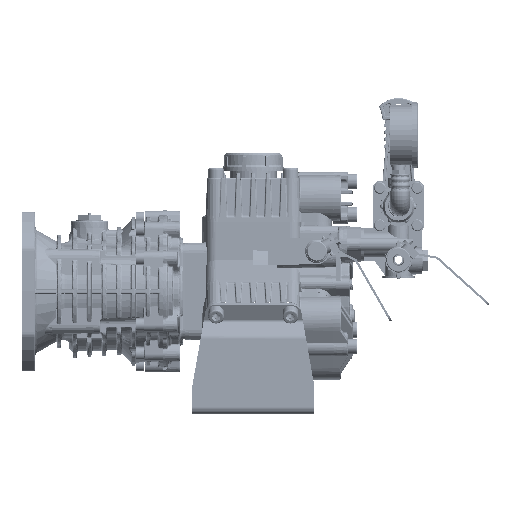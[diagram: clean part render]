
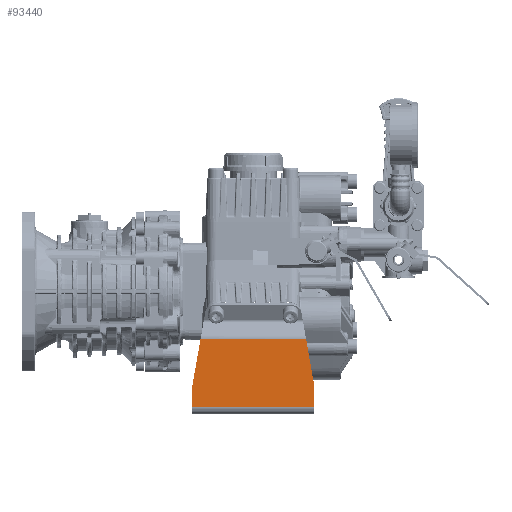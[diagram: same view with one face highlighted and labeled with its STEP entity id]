
A CAD part, left-side view. The second image highlights one B-rep face of the part: STEP entity #93440.
In plain terms, the highlighted planar face has unit normal (1, 0, 0).
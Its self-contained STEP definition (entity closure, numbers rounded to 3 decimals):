
#5279 = VECTOR ( 'NONE', #422102, 1000. ) ;
#48816 = VERTEX_POINT ( 'NONE', #247757 ) ;
#58678 = ORIENTED_EDGE ( 'NONE', *, *, #605230, .T. ) ;
#82103 = LINE ( 'NONE', #553853, #224574 ) ;
#85812 = VECTOR ( 'NONE', #361939, 1000. ) ;
#86384 = ORIENTED_EDGE ( 'NONE', *, *, #335407, .T. ) ;
#88182 = EDGE_CURVE ( 'NONE', #452739, #384733, #82103, .T. ) ;
#89215 = CARTESIAN_POINT ( 'NONE',  ( -130.423, -53.904, -48.421 ) ) ;
#92086 = LINE ( 'NONE', #444903, #131964 ) ;
#93440 = ADVANCED_FACE ( 'NONE', ( #213868 ), #619760, .T. ) ;
#98826 = ORIENTED_EDGE ( 'NONE', *, *, #624055, .T. ) ;
#131964 = VECTOR ( 'NONE', #349843, 1000. ) ;
#137933 = EDGE_LOOP ( 'NONE', ( #487018, #577357, #98826, #345420, #58678, #86384 ) ) ;
#156833 = CARTESIAN_POINT ( 'NONE',  ( -130.423, 62.5, -118.323 ) ) ;
#162787 = LINE ( 'NONE', #473579, #281276 ) ;
#171682 = DIRECTION ( 'NONE',  ( 1., 0., 0. ) ) ;
#203621 = VERTEX_POINT ( 'NONE', #89215 ) ;
#204186 = LINE ( 'NONE', #558350, #85812 ) ;
#207029 = CARTESIAN_POINT ( 'NONE',  ( -130.423, 53.904, -48.421 ) ) ;
#213678 = DIRECTION ( 'NONE',  ( 0., 1., 0. ) ) ;
#213868 = FACE_OUTER_BOUND ( 'NONE', #137933, .T. ) ;
#215942 = CARTESIAN_POINT ( 'NONE',  ( -130.423, -62.5, -118.323 ) ) ;
#224574 = VECTOR ( 'NONE', #458942, 1000. ) ;
#225559 = CARTESIAN_POINT ( 'NONE',  ( -130.423, -62.5, -118.323 ) ) ;
#235029 = EDGE_CURVE ( 'NONE', #384733, #203621, #162787, .T. ) ;
#247757 = CARTESIAN_POINT ( 'NONE',  ( -130.423, -62.5, -97.17 ) ) ;
#281276 = VECTOR ( 'NONE', #385413, 1000. ) ;
#295165 = CARTESIAN_POINT ( 'NONE',  ( -130.423, 62.5, -97.17 ) ) ;
#335407 = EDGE_CURVE ( 'NONE', #420591, #452739, #92086, .T. ) ;
#345420 = ORIENTED_EDGE ( 'NONE', *, *, #517333, .T. ) ;
#349843 = DIRECTION ( 'NONE',  ( 0., 0., 1. ) ) ;
#361939 = DIRECTION ( 'NONE',  ( 0., -0.174, -0.985 ) ) ;
#382055 = LINE ( 'NONE', #516052, #445377 ) ;
#384733 = VERTEX_POINT ( 'NONE', #207029 ) ;
#385413 = DIRECTION ( 'NONE',  ( 0., -1., 0. ) ) ;
#420591 = VERTEX_POINT ( 'NONE', #156833 ) ;
#422102 = DIRECTION ( 'NONE',  ( 0., 0., -1. ) ) ;
#444903 = CARTESIAN_POINT ( 'NONE',  ( -130.423, 62.5, -118.323 ) ) ;
#445377 = VECTOR ( 'NONE', #213678, 1000. ) ;
#452739 = VERTEX_POINT ( 'NONE', #295165 ) ;
#458942 = DIRECTION ( 'NONE',  ( 0., -0.174, 0.985 ) ) ;
#464730 = CARTESIAN_POINT ( 'NONE',  ( -130.423, -62.5, -118.323 ) ) ;
#473579 = CARTESIAN_POINT ( 'NONE',  ( -130.423, -62.5, -48.421 ) ) ;
#487018 = ORIENTED_EDGE ( 'NONE', *, *, #88182, .T. ) ;
#502998 = LINE ( 'NONE', #225559, #5279 ) ;
#503558 = AXIS2_PLACEMENT_3D ( 'NONE', #215942, #171682, #575749 ) ;
#513800 = VERTEX_POINT ( 'NONE', #464730 ) ;
#516052 = CARTESIAN_POINT ( 'NONE',  ( -130.423, -62.5, -118.323 ) ) ;
#517333 = EDGE_CURVE ( 'NONE', #48816, #513800, #502998, .T. ) ;
#553853 = CARTESIAN_POINT ( 'NONE',  ( -130.423, 62.5, -97.17 ) ) ;
#558350 = CARTESIAN_POINT ( 'NONE',  ( -130.423, -53.904, -48.421 ) ) ;
#575749 = DIRECTION ( 'NONE',  ( 0., 1., 0. ) ) ;
#577357 = ORIENTED_EDGE ( 'NONE', *, *, #235029, .T. ) ;
#605230 = EDGE_CURVE ( 'NONE', #513800, #420591, #382055, .T. ) ;
#619760 = PLANE ( 'NONE',  #503558 ) ;
#624055 = EDGE_CURVE ( 'NONE', #203621, #48816, #204186, .T. ) ;
